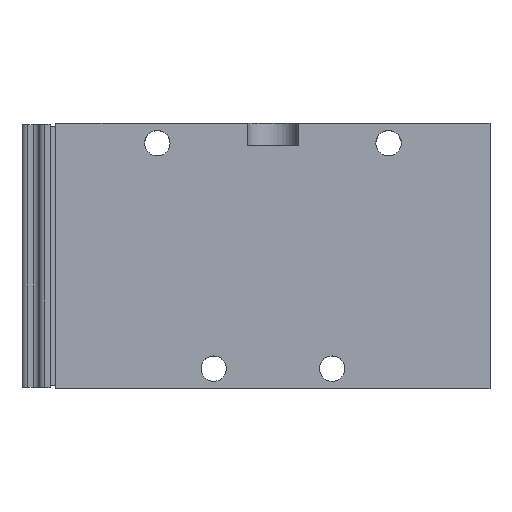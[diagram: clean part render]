
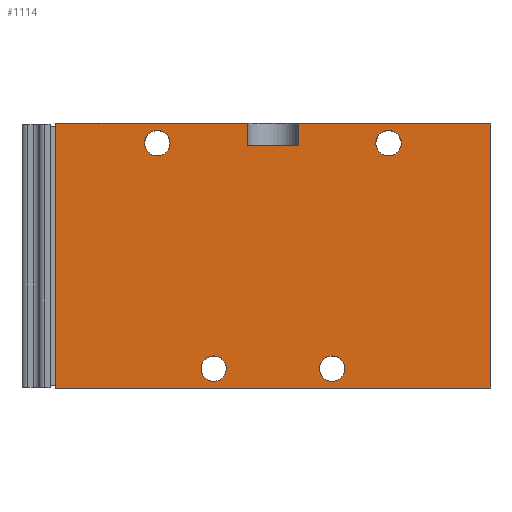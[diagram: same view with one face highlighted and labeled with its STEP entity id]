
A CAD part, top view. The second image highlights one B-rep face of the part: STEP entity #1114.
In plain terms, the highlighted planar face has unit normal (0, 0, 1).
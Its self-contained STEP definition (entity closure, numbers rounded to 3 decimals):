
#70=CIRCLE('',#1215,2.25);
#71=CIRCLE('',#1216,2.25);
#72=CIRCLE('',#1217,2.25);
#73=CIRCLE('',#1218,2.25);
#159=ORIENTED_EDGE('',*,*,#453,.F.);
#160=ORIENTED_EDGE('',*,*,#454,.F.);
#161=ORIENTED_EDGE('',*,*,#455,.F.);
#162=ORIENTED_EDGE('',*,*,#456,.F.);
#163=ORIENTED_EDGE('',*,*,#457,.F.);
#164=ORIENTED_EDGE('',*,*,#458,.F.);
#165=ORIENTED_EDGE('',*,*,#459,.T.);
#166=ORIENTED_EDGE('',*,*,#460,.T.);
#167=ORIENTED_EDGE('',*,*,#461,.F.);
#168=ORIENTED_EDGE('',*,*,#462,.F.);
#169=ORIENTED_EDGE('',*,*,#463,.F.);
#170=ORIENTED_EDGE('',*,*,#464,.F.);
#453=EDGE_CURVE('',#600,#600,#70,.T.);
#454=EDGE_CURVE('',#601,#601,#71,.T.);
#455=EDGE_CURVE('',#602,#602,#72,.T.);
#456=EDGE_CURVE('',#603,#603,#73,.T.);
#457=EDGE_CURVE('',#604,#605,#694,.T.);
#458=EDGE_CURVE('',#606,#604,#695,.T.);
#459=EDGE_CURVE('',#606,#607,#696,.T.);
#460=EDGE_CURVE('',#607,#608,#697,.T.);
#461=EDGE_CURVE('',#609,#608,#698,.T.);
#462=EDGE_CURVE('',#610,#609,#699,.T.);
#463=EDGE_CURVE('',#611,#610,#700,.T.);
#464=EDGE_CURVE('',#605,#611,#701,.T.);
#600=VERTEX_POINT('',#1773);
#601=VERTEX_POINT('',#1775);
#602=VERTEX_POINT('',#1777);
#603=VERTEX_POINT('',#1779);
#604=VERTEX_POINT('',#1781);
#605=VERTEX_POINT('',#1782);
#606=VERTEX_POINT('',#1784);
#607=VERTEX_POINT('',#1786);
#608=VERTEX_POINT('',#1788);
#609=VERTEX_POINT('',#1790);
#610=VERTEX_POINT('',#1792);
#611=VERTEX_POINT('',#1794);
#694=LINE('',#1780,#784);
#695=LINE('',#1783,#785);
#696=LINE('',#1785,#786);
#697=LINE('',#1787,#787);
#698=LINE('',#1789,#788);
#699=LINE('',#1791,#789);
#700=LINE('',#1793,#790);
#701=LINE('',#1795,#791);
#784=VECTOR('',#1407,1000.);
#785=VECTOR('',#1408,1000.);
#786=VECTOR('',#1409,1000.);
#787=VECTOR('',#1410,1000.);
#788=VECTOR('',#1411,1000.);
#789=VECTOR('',#1412,1000.);
#790=VECTOR('',#1413,1000.);
#791=VECTOR('',#1414,1000.);
#851=EDGE_LOOP('',(#159));
#852=EDGE_LOOP('',(#160));
#853=EDGE_LOOP('',(#161));
#854=EDGE_LOOP('',(#162));
#855=EDGE_LOOP('',(#163,#164,#165,#166,#167,#168,#169,#170));
#965=FACE_BOUND('',#851,.T.);
#966=FACE_BOUND('',#852,.T.);
#967=FACE_BOUND('',#853,.T.);
#968=FACE_BOUND('',#854,.T.);
#969=FACE_BOUND('',#855,.T.);
#1076=PLANE('',#1214);
#1114=ADVANCED_FACE('',(#965,#966,#967,#968,#969),#1076,.F.);
#1214=AXIS2_PLACEMENT_3D('',#1771,#1397,#1398);
#1215=AXIS2_PLACEMENT_3D('',#1772,#1399,#1400);
#1216=AXIS2_PLACEMENT_3D('',#1774,#1401,#1402);
#1217=AXIS2_PLACEMENT_3D('',#1776,#1403,#1404);
#1218=AXIS2_PLACEMENT_3D('',#1778,#1405,#1406);
#1397=DIRECTION('',(0.,0.,-1.));
#1398=DIRECTION('',(-1.,0.,0.));
#1399=DIRECTION('',(0.,0.,1.));
#1400=DIRECTION('',(1.,0.,0.));
#1401=DIRECTION('',(0.,0.,1.));
#1402=DIRECTION('',(1.,0.,0.));
#1403=DIRECTION('',(0.,0.,1.));
#1404=DIRECTION('',(1.,0.,0.));
#1405=DIRECTION('',(0.,0.,1.));
#1406=DIRECTION('',(1.,0.,0.));
#1407=DIRECTION('',(0.,-1.,0.));
#1408=DIRECTION('',(1.,0.,0.));
#1409=DIRECTION('',(0.,-1.,0.));
#1410=DIRECTION('',(1.,0.,0.));
#1411=DIRECTION('',(0.,-1.,0.));
#1412=DIRECTION('',(1.,0.,0.));
#1413=DIRECTION('',(0.,1.,0.));
#1414=DIRECTION('',(1.,0.,0.));
#1771=CARTESIAN_POINT('',(-38.5,47.,13.));
#1772=CARTESIAN_POINT('',(-10.5,3.5,13.));
#1773=CARTESIAN_POINT('',(-8.25,3.5,13.));
#1774=CARTESIAN_POINT('',(10.5,3.5,13.));
#1775=CARTESIAN_POINT('',(12.75,3.5,13.));
#1776=CARTESIAN_POINT('',(-20.5,43.5,13.));
#1777=CARTESIAN_POINT('',(-18.25,43.5,13.));
#1778=CARTESIAN_POINT('',(20.5,43.5,13.));
#1779=CARTESIAN_POINT('',(22.75,43.5,13.));
#1780=CARTESIAN_POINT('',(-4.5,47.,13.));
#1781=CARTESIAN_POINT('',(-4.5,47.,13.));
#1782=CARTESIAN_POINT('',(-4.5,43.,13.));
#1783=CARTESIAN_POINT('',(-38.5,47.,13.));
#1784=CARTESIAN_POINT('',(-38.5,47.,13.));
#1785=CARTESIAN_POINT('',(-38.5,47.,13.));
#1786=CARTESIAN_POINT('',(-38.5,0.,13.));
#1787=CARTESIAN_POINT('',(-38.5,0.,13.));
#1788=CARTESIAN_POINT('',(38.5,0.,13.));
#1789=CARTESIAN_POINT('',(38.5,47.,13.));
#1790=CARTESIAN_POINT('',(38.5,47.,13.));
#1791=CARTESIAN_POINT('',(-38.5,47.,13.));
#1792=CARTESIAN_POINT('',(4.5,47.,13.));
#1793=CARTESIAN_POINT('',(4.5,47.,13.));
#1794=CARTESIAN_POINT('',(4.5,43.,13.));
#1795=CARTESIAN_POINT('',(-38.5,43.,13.));
